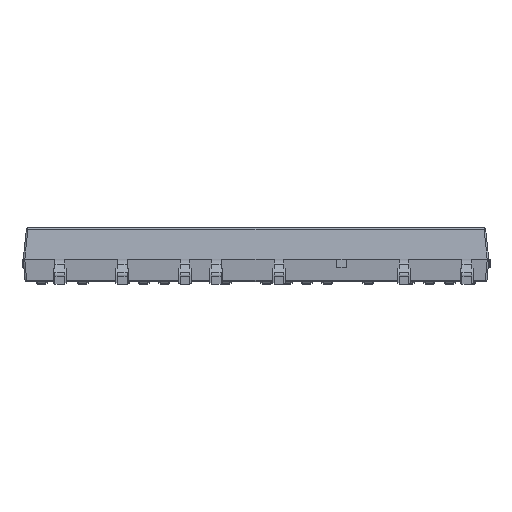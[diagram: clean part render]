
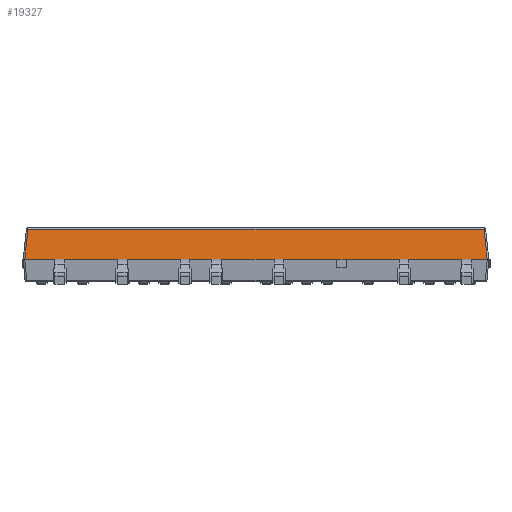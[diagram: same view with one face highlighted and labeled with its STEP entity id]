
A CAD part, front view. The second image highlights one B-rep face of the part: STEP entity #19327.
In plain terms, the highlighted planar face has unit normal (0, -0.995, 0.104).
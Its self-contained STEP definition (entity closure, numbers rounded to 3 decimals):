
#1913=FACE_OUTER_BOUND('',#3160,.T.);
#3160=EDGE_LOOP('',(#13921,#13922,#13923,#13924));
#4434=LINE('',#29580,#6420);
#4438=LINE('',#29605,#6424);
#4440=LINE('',#29608,#6426);
#4494=LINE('',#30122,#6480);
#6420=VECTOR('',#23228,1.);
#6424=VECTOR('',#23258,1.);
#6426=VECTOR('',#23262,1.);
#6480=VECTOR('',#23536,1.);
#8443=VERTEX_POINT('',#29570);
#8445=VERTEX_POINT('',#29576);
#8452=VERTEX_POINT('',#29598);
#8454=VERTEX_POINT('',#29603);
#10431=EDGE_CURVE('',#8443,#8445,#4434,.T.);
#10443=EDGE_CURVE('',#8454,#8452,#4438,.T.);
#10445=EDGE_CURVE('',#8452,#8443,#4440,.T.);
#10558=EDGE_CURVE('',#8445,#8454,#4494,.T.);
#13921=ORIENTED_EDGE('',*,*,#10431,.F.);
#13922=ORIENTED_EDGE('',*,*,#10445,.F.);
#13923=ORIENTED_EDGE('',*,*,#10443,.F.);
#13924=ORIENTED_EDGE('',*,*,#10558,.F.);
#18535=PLANE('',#20728);
#19327=ADVANCED_FACE('',(#1913),#18535,.T.);
#20728=AXIS2_PLACEMENT_3D('',#30121,#23534,#23535);
#23228=DIRECTION('',(0.104,-0.104,-0.989));
#23258=DIRECTION('',(0.104,0.104,0.989));
#23262=DIRECTION('',(1.,0.,0.));
#23534=DIRECTION('center_axis',(0.,-0.995,
0.105));
#23535=DIRECTION('ref_axis',(1.,0.,0.));
#23536=DIRECTION('',(-1.,0.,0.));
#29570=CARTESIAN_POINT('',(14.205,-5.804,3.41));
#29576=CARTESIAN_POINT('',(14.401,-6.,1.55));
#29580=CARTESIAN_POINT('',(14.386,-5.985,1.689));
#29598=CARTESIAN_POINT('',(-14.205,-5.804,3.41));
#29603=CARTESIAN_POINT('',(-14.401,-6.,1.55));
#29605=CARTESIAN_POINT('',(-14.245,-5.844,3.031));
#29608=CARTESIAN_POINT('',(7.165,-5.804,3.41));
#30121=CARTESIAN_POINT('Origin',(14.5,-6.,1.55));
#30122=CARTESIAN_POINT('',(14.5,-6.,1.55));
